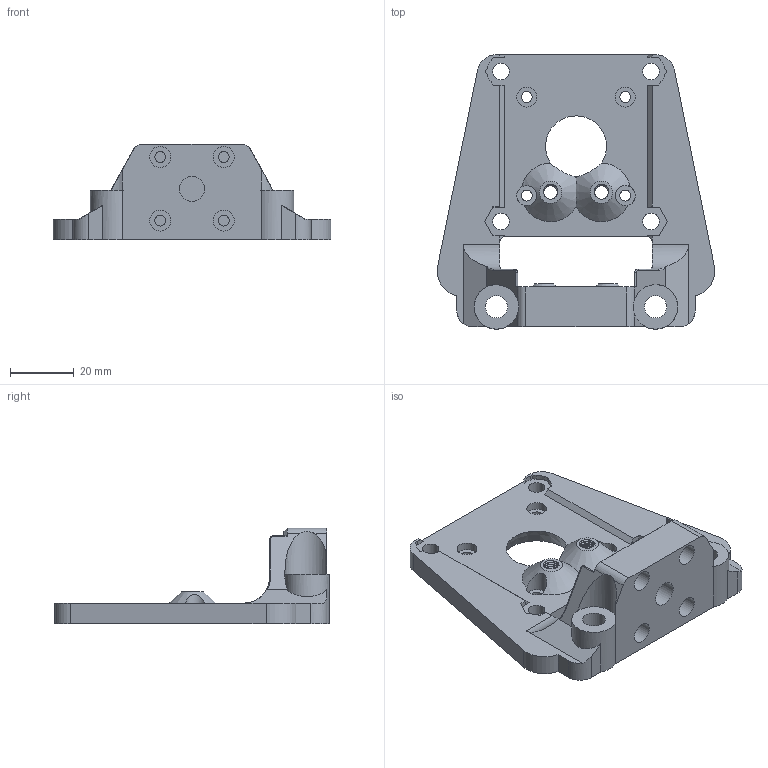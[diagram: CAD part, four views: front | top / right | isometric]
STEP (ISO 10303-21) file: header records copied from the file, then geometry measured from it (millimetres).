
FILE_DESCRIPTION(/* description */ (''),/* implementation_level */ '2;1');
FILE_NAME(/* name */ 'Base plate.step',/* time_stamp */ '2020-10-02T19:32:00-04:00',/* author */ (''),/* organization */ (''),/* preprocessor_version */ 'ST-DEVELOPER v18.1',/* originating_system */ 'Autodesk Translation Framework v9.3.0.1241',/* authorisation */ '');
FILE_SCHEMA (('AUTOMOTIVE_DESIGN { 1 0 10303 214 3 1 1 }'));
Length unit declared in the file: millimetre
Products named in the file (1): Base plate
Bounding box: 87.23 x 86.25 x 30 mm (x, y, z)
Volume: 43448.2 mm3; surface area: 20759.2 mm2
Topology: 1 solids, 1 shells, 207 faces, 568 edges, 372 vertices
Faces by surface type: cylinder 113, plane 79, bspline 8, cone 7
Full cylindrical faces by diameter (mm): 3.4 x8, 4.234 x16, 5.12 x4, 5.2 x4, 6.3 x4, 6.6 x4, 7 x2, 7.85 x1, 19 x1
Entity records: 10261 total; most frequent: CARTESIAN_POINT 5089, ORIENTED_EDGE 1120, DIRECTION 987, EDGE_CURVE 560, VERTEX_POINT 368, AXIS2_PLACEMENT_3D 362, LINE 263, VECTOR 263
